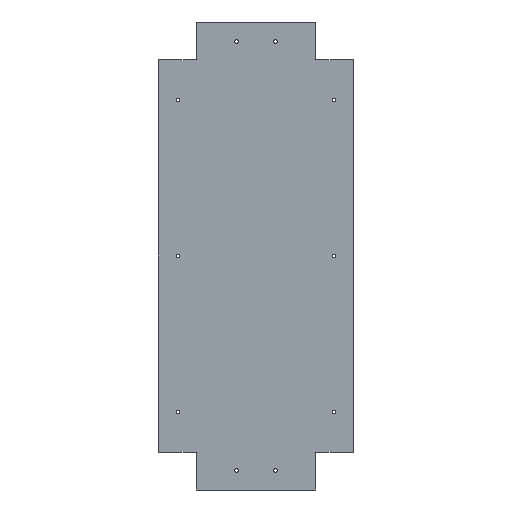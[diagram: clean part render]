
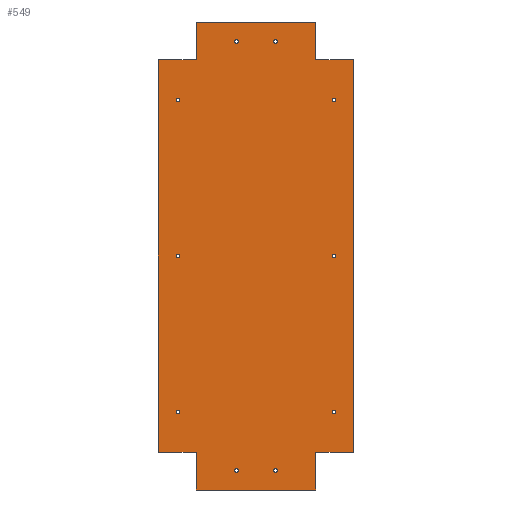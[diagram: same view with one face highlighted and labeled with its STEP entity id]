
A CAD part, left-side view. The second image highlights one B-rep face of the part: STEP entity #549.
In plain terms, the highlighted planar face has unit normal (-1, 0, 0).
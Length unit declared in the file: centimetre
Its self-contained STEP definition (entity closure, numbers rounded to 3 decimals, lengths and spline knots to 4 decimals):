
#105=CIRCLE('',#564,0.4763);
#107=CIRCLE('',#567,0.4762);
#109=CIRCLE('',#570,0.4762);
#111=CIRCLE('',#573,0.4762);
#113=CIRCLE('',#576,0.4763);
#115=CIRCLE('',#579,0.4762);
#117=CIRCLE('',#582,0.4762);
#119=CIRCLE('',#585,0.4762);
#121=CIRCLE('',#588,0.4763);
#123=CIRCLE('',#591,0.4762);
#136=VERTEX_POINT('',#709);
#137=VERTEX_POINT('',#711);
#139=VERTEX_POINT('',#717);
#141=VERTEX_POINT('',#723);
#143=VERTEX_POINT('',#729);
#145=VERTEX_POINT('',#735);
#147=VERTEX_POINT('',#741);
#149=VERTEX_POINT('',#747);
#151=VERTEX_POINT('',#753);
#153=VERTEX_POINT('',#759);
#155=VERTEX_POINT('',#765);
#157=VERTEX_POINT('',#771);
#159=VERTEX_POINT('',#780);
#161=VERTEX_POINT('',#785);
#163=VERTEX_POINT('',#790);
#165=VERTEX_POINT('',#795);
#167=VERTEX_POINT('',#800);
#169=VERTEX_POINT('',#805);
#171=VERTEX_POINT('',#810);
#173=VERTEX_POINT('',#815);
#175=VERTEX_POINT('',#820);
#177=VERTEX_POINT('',#825);
#180=VECTOR('',#597,1.);
#184=VECTOR('',#602,1.);
#187=VECTOR('',#606,1.);
#190=VECTOR('',#610,1.);
#193=VECTOR('',#614,1.);
#196=VECTOR('',#618,1.);
#199=VECTOR('',#622,1.);
#202=VECTOR('',#626,1.);
#205=VECTOR('',#630,1.);
#208=VECTOR('',#634,1.);
#211=VECTOR('',#638,1.);
#213=VECTOR('',#641,1.);
#216=LINE('',#710,#180);
#220=LINE('',#718,#184);
#223=LINE('',#724,#187);
#226=LINE('',#730,#190);
#229=LINE('',#736,#193);
#232=LINE('',#742,#196);
#235=LINE('',#748,#199);
#238=LINE('',#754,#202);
#241=LINE('',#760,#205);
#244=LINE('',#766,#208);
#247=LINE('',#772,#211);
#249=LINE('',#775,#213);
#252=EDGE_CURVE('',#137,#136,#216,.T.);
#256=EDGE_CURVE('',#136,#139,#220,.T.);
#259=EDGE_CURVE('',#139,#141,#223,.T.);
#262=EDGE_CURVE('',#141,#143,#226,.T.);
#265=EDGE_CURVE('',#143,#145,#229,.T.);
#268=EDGE_CURVE('',#145,#147,#232,.T.);
#271=EDGE_CURVE('',#147,#149,#235,.T.);
#274=EDGE_CURVE('',#149,#151,#238,.T.);
#277=EDGE_CURVE('',#151,#153,#241,.T.);
#280=EDGE_CURVE('',#153,#155,#244,.T.);
#283=EDGE_CURVE('',#155,#157,#247,.T.);
#285=EDGE_CURVE('',#157,#137,#249,.T.);
#287=EDGE_CURVE('',#159,#159,#105,.T.);
#289=EDGE_CURVE('',#161,#161,#107,.T.);
#291=EDGE_CURVE('',#163,#163,#109,.T.);
#293=EDGE_CURVE('',#165,#165,#111,.T.);
#295=EDGE_CURVE('',#167,#167,#113,.T.);
#297=EDGE_CURVE('',#169,#169,#115,.T.);
#299=EDGE_CURVE('',#171,#171,#117,.T.);
#301=EDGE_CURVE('',#173,#173,#119,.T.);
#303=EDGE_CURVE('',#175,#175,#121,.T.);
#305=EDGE_CURVE('',#177,#177,#123,.T.);
#396=ORIENTED_EDGE('',*,*,#305,.T.);
#397=ORIENTED_EDGE('',*,*,#303,.T.);
#398=ORIENTED_EDGE('',*,*,#301,.T.);
#399=ORIENTED_EDGE('',*,*,#299,.T.);
#400=ORIENTED_EDGE('',*,*,#297,.T.);
#401=ORIENTED_EDGE('',*,*,#295,.T.);
#402=ORIENTED_EDGE('',*,*,#293,.T.);
#403=ORIENTED_EDGE('',*,*,#291,.T.);
#404=ORIENTED_EDGE('',*,*,#289,.T.);
#405=ORIENTED_EDGE('',*,*,#287,.T.);
#406=ORIENTED_EDGE('',*,*,#285,.T.);
#407=ORIENTED_EDGE('',*,*,#252,.T.);
#408=ORIENTED_EDGE('',*,*,#256,.T.);
#409=ORIENTED_EDGE('',*,*,#259,.T.);
#410=ORIENTED_EDGE('',*,*,#262,.T.);
#411=ORIENTED_EDGE('',*,*,#265,.T.);
#412=ORIENTED_EDGE('',*,*,#268,.T.);
#413=ORIENTED_EDGE('',*,*,#271,.T.);
#414=ORIENTED_EDGE('',*,*,#274,.T.);
#415=ORIENTED_EDGE('',*,*,#277,.T.);
#416=ORIENTED_EDGE('',*,*,#280,.T.);
#417=ORIENTED_EDGE('',*,*,#283,.T.);
#461=EDGE_LOOP('',(#396));
#462=EDGE_LOOP('',(#397));
#463=EDGE_LOOP('',(#398));
#464=EDGE_LOOP('',(#399));
#465=EDGE_LOOP('',(#400));
#466=EDGE_LOOP('',(#401));
#467=EDGE_LOOP('',(#402));
#468=EDGE_LOOP('',(#403));
#469=EDGE_LOOP('',(#404));
#470=EDGE_LOOP('',(#405));
#471=EDGE_LOOP('',(#406,#407,#408,#409,#410,#411,#412,#413,#414,#415,#416,
#417));
#515=FACE_BOUND('',#461,.T.);
#516=FACE_BOUND('',#462,.T.);
#517=FACE_BOUND('',#463,.T.);
#518=FACE_BOUND('',#464,.T.);
#519=FACE_BOUND('',#465,.T.);
#520=FACE_BOUND('',#466,.T.);
#521=FACE_BOUND('',#467,.T.);
#522=FACE_BOUND('',#468,.T.);
#523=FACE_BOUND('',#469,.T.);
#524=FACE_BOUND('',#470,.T.);
#525=FACE_BOUND('',#471,.T.);
#549=ADVANCED_FACE('',(#515,#516,#517,#518,#519,#520,#521,#522,#523,#524,
#525),#841,.F.);
#564=AXIS2_PLACEMENT_3D('',#779,#646,#647);
#567=AXIS2_PLACEMENT_3D('',#784,#652,#653);
#570=AXIS2_PLACEMENT_3D('',#789,#658,#659);
#573=AXIS2_PLACEMENT_3D('',#794,#664,#665);
#576=AXIS2_PLACEMENT_3D('',#799,#670,#671);
#579=AXIS2_PLACEMENT_3D('',#804,#676,#677);
#582=AXIS2_PLACEMENT_3D('',#809,#682,#683);
#585=AXIS2_PLACEMENT_3D('',#814,#688,#689);
#588=AXIS2_PLACEMENT_3D('',#819,#694,#695);
#591=AXIS2_PLACEMENT_3D('',#824,#700,#701);
#593=AXIS2_PLACEMENT_3D('',#827,#703,$);
#597=DIRECTION('',(0.,0.,1.));
#602=DIRECTION('',(0.,1.,0.));
#606=DIRECTION('',(0.,0.,-1.));
#610=DIRECTION('',(0.,1.,0.));
#614=DIRECTION('',(0.,0.,-1.));
#618=DIRECTION('',(0.,-1.,0.));
#622=DIRECTION('',(0.,0.,-1.));
#626=DIRECTION('',(0.,-1.,0.));
#630=DIRECTION('',(0.,0.,1.));
#634=DIRECTION('',(0.,-1.,0.));
#638=DIRECTION('',(0.,0.,1.));
#641=DIRECTION('',(0.,1.,0.));
#646=DIRECTION('',(1.,0.,0.));
#647=DIRECTION('',(0.,0.,-0.476));
#652=DIRECTION('',(1.,0.,0.));
#653=DIRECTION('',(0.,0.,-0.476));
#658=DIRECTION('',(1.,0.,0.));
#659=DIRECTION('',(0.,0.,-0.476));
#664=DIRECTION('',(1.,0.,0.));
#665=DIRECTION('',(0.,0.,-0.476));
#670=DIRECTION('',(1.,0.,0.));
#671=DIRECTION('',(0.,0.,-0.476));
#676=DIRECTION('',(1.,0.,0.));
#677=DIRECTION('',(0.,0.,-0.476));
#682=DIRECTION('',(1.,0.,0.));
#683=DIRECTION('',(0.,0.,-0.476));
#688=DIRECTION('',(1.,0.,0.));
#689=DIRECTION('',(0.,0.,-0.476));
#694=DIRECTION('',(1.,0.,0.));
#695=DIRECTION('',(0.,0.,-0.476));
#700=DIRECTION('',(1.,0.,0.));
#701=DIRECTION('',(0.,0.,-0.476));
#703=DIRECTION('',(1.,0.,0.));
#709=CARTESIAN_POINT('',(0.,9.8425,9.8425));
#710=CARTESIAN_POINT('',(0.,9.8425,0.));
#711=CARTESIAN_POINT('',(0.,9.8425,0.));
#717=CARTESIAN_POINT('',(0.,40.9575,9.8425));
#718=CARTESIAN_POINT('',(0.,9.8425,9.8425));
#723=CARTESIAN_POINT('',(0.,40.9575,0.));
#724=CARTESIAN_POINT('',(0.,40.9575,9.8425));
#729=CARTESIAN_POINT('',(0.,50.8,0.));
#730=CARTESIAN_POINT('',(0.,40.9575,0.));
#735=CARTESIAN_POINT('',(0.,50.8,-102.235));
#736=CARTESIAN_POINT('',(0.,50.8,0.));
#741=CARTESIAN_POINT('',(0.,40.9575,-102.235));
#742=CARTESIAN_POINT('',(0.,50.8,-102.235));
#747=CARTESIAN_POINT('',(0.,40.9575,-112.0775));
#748=CARTESIAN_POINT('',(0.,40.9575,-102.235));
#753=CARTESIAN_POINT('',(0.,9.8425,-112.0775));
#754=CARTESIAN_POINT('',(0.,40.9575,-112.0775));
#759=CARTESIAN_POINT('',(0.,9.8425,-102.235));
#760=CARTESIAN_POINT('',(0.,9.8425,-112.0775));
#765=CARTESIAN_POINT('',(0.,0.,-102.235));
#766=CARTESIAN_POINT('',(0.,9.8425,-102.235));
#771=CARTESIAN_POINT('',(0.,0.,0.));
#772=CARTESIAN_POINT('',(0.,0.,-102.235));
#775=CARTESIAN_POINT('',(0.,0.,0.));
#779=CARTESIAN_POINT('',(0.,20.32,4.7625));
#780=CARTESIAN_POINT('',(0.,20.32,4.2863));
#784=CARTESIAN_POINT('',(0.,30.48,-106.9975));
#785=CARTESIAN_POINT('',(0.,30.48,-107.4738));
#789=CARTESIAN_POINT('',(0.,20.32,-106.9975));
#790=CARTESIAN_POINT('',(0.,20.32,-107.4738));
#794=CARTESIAN_POINT('',(0.,5.08,-91.7575));
#795=CARTESIAN_POINT('',(0.,5.08,-92.2338));
#799=CARTESIAN_POINT('',(0.,5.08,-51.1175));
#800=CARTESIAN_POINT('',(0.,5.08,-51.5938));
#804=CARTESIAN_POINT('',(0.,5.08,-10.4775));
#805=CARTESIAN_POINT('',(0.,5.08,-10.9538));
#809=CARTESIAN_POINT('',(0.,45.72,-10.4775));
#810=CARTESIAN_POINT('',(0.,45.72,-10.9538));
#814=CARTESIAN_POINT('',(0.,45.72,-91.7575));
#815=CARTESIAN_POINT('',(0.,45.72,-92.2338));
#819=CARTESIAN_POINT('',(0.,45.72,-51.1175));
#820=CARTESIAN_POINT('',(0.,45.72,-51.5938));
#824=CARTESIAN_POINT('',(0.,30.48,4.7625));
#825=CARTESIAN_POINT('',(0.,30.48,4.2863));
#827=CARTESIAN_POINT('',(0.,25.4,-51.1175));
#841=PLANE('',#593);
